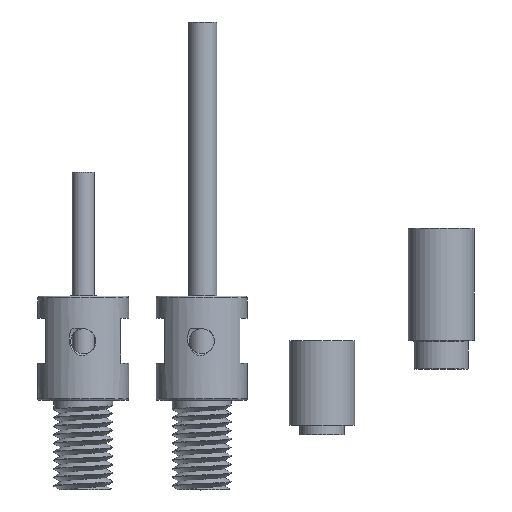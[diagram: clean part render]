
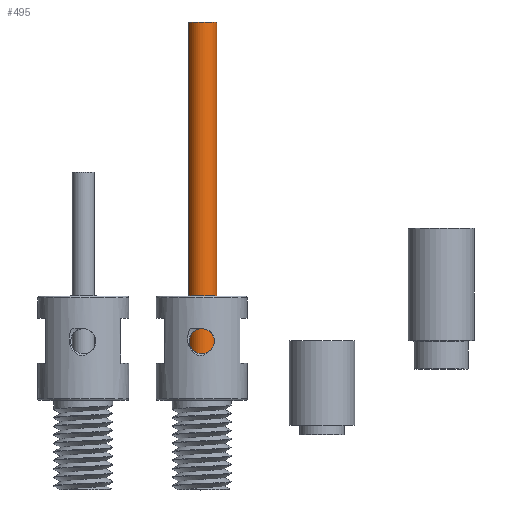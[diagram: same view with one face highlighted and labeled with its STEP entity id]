
A CAD part, top view. The second image highlights one B-rep face of the part: STEP entity #495.
In plain terms, the highlighted cylindrical face has radius 1.5 mm (diameter 3 mm), a full revolution.
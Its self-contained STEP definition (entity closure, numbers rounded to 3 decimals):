
#463=CARTESIAN_POINT('',(0.007,18.058,-0.));
#464=DIRECTION('',(-0.,-1.,0.));
#465=DIRECTION('',(-1.,0.,-0.));
#466=AXIS2_PLACEMENT_3D('',#463,#464,#465);
#467=CYLINDRICAL_SURFACE('',#466,1.5);
#468=CARTESIAN_POINT('',(-1.493,-3.969,-0.));
#469=VERTEX_POINT('',#468);
#470=CARTESIAN_POINT('',(-1.493,33.883,-0.));
#471=VERTEX_POINT('',#470);
#472=CARTESIAN_POINT('',(-1.493,-3.969,-0.));
#473=DIRECTION('',(0.,1.,-0.));
#474=VECTOR('',#473,37.852);
#475=LINE('',#472,#474);
#476=EDGE_CURVE('',#469,#471,#475,.T.);
#477=ORIENTED_EDGE('',*,*,#476,.T.);
#478=CARTESIAN_POINT('',(0.007,33.883,-0.));
#479=DIRECTION('',(-0.,-1.,-0.));
#480=DIRECTION('',(-1.,0.,0.));
#481=AXIS2_PLACEMENT_3D('',#478,#479,#480);
#482=CIRCLE('',#481,1.5);
#483=EDGE_CURVE('',#471,#471,#482,.T.);
#484=ORIENTED_EDGE('',*,*,#483,.T.);
#485=ORIENTED_EDGE('',*,*,#476,.F.);
#486=CARTESIAN_POINT('',(0.007,-3.969,-0.));
#487=DIRECTION('',(0.,1.,0.));
#488=DIRECTION('',(-1.,0.,0.));
#489=AXIS2_PLACEMENT_3D('',#486,#487,#488);
#490=CIRCLE('',#489,1.5);
#491=EDGE_CURVE('',#469,#469,#490,.T.);
#492=ORIENTED_EDGE('',*,*,#491,.T.);
#493=EDGE_LOOP('',(#477,#484,#485,#492));
#494=FACE_BOUND('',#493,.T.);
#495=ADVANCED_FACE('',(#494),#467,.T.);
